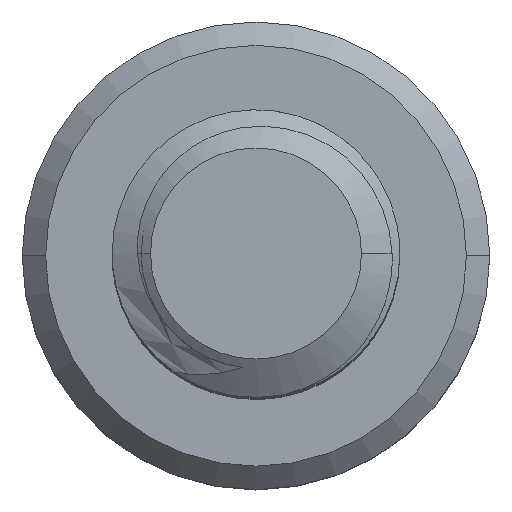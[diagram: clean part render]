
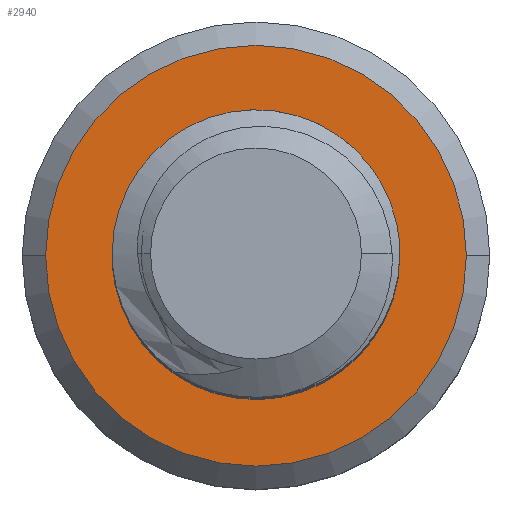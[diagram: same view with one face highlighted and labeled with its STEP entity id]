
A CAD part, top view. The second image highlights one B-rep face of the part: STEP entity #2940.
In plain terms, the highlighted planar face has unit normal (0, 0, 1).
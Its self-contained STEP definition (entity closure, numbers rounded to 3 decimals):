
#137 = CARTESIAN_POINT ( 'NONE',  ( 2.254, 3.038, -35. ) ) ;
#161 = CARTESIAN_POINT ( 'NONE',  ( 3.321, -0.684, -35. ) ) ;
#189 = CARTESIAN_POINT ( 'NONE',  ( -3.562, -0.811, -35. ) ) ;
#238 = CIRCLE ( 'NONE', #5316, 4. ) ;
#272 = ORIENTED_EDGE ( 'NONE', *, *, #4740, .T. ) ;
#288 = AXIS2_PLACEMENT_3D ( 'NONE', #6661, #3226, #7240 ) ;
#360 = AXIS2_PLACEMENT_3D ( 'NONE', #4421, #1026, #4970 ) ;
#384 = EDGE_CURVE ( 'NONE', #2243, #4357, #6970, .T. ) ;
#720 = CIRCLE ( 'NONE', #3367, 3.188 ) ;
#760 = CARTESIAN_POINT ( 'NONE',  ( 2.623, 2.655, -35. ) ) ;
#787 = CARTESIAN_POINT ( 'NONE',  ( 3.121, -1.177, -35. ) ) ;
#791 = CARTESIAN_POINT ( 'NONE',  ( -0.358, -3.223, -35. ) ) ;
#817 = CARTESIAN_POINT ( 'NONE',  ( -3.693, -0.295, -35. ) ) ;
#910 = ORIENTED_EDGE ( 'NONE', *, *, #4351, .F. ) ;
#990 = ORIENTED_EDGE ( 'NONE', *, *, #1494, .T. ) ;
#1026 = DIRECTION ( 'NONE',  ( 0., 0., 1. ) ) ;
#1045 = ORIENTED_EDGE ( 'NONE', *, *, #4155, .T. ) ;
#1299 = EDGE_LOOP ( 'NONE', ( #910, #2715, #272, #1532 ) ) ;
#1331 = CARTESIAN_POINT ( 'NONE',  ( 3.125, 1.917, -35. ) ) ;
#1351 = CARTESIAN_POINT ( 'NONE',  ( 2.751, -1.788, -35. ) ) ;
#1354 = CARTESIAN_POINT ( 'NONE',  ( -1.413, -3.044, -35. ) ) ;
#1375 = CARTESIAN_POINT ( 'NONE',  ( 0., 4., -35. ) ) ;
#1377 = CARTESIAN_POINT ( 'NONE',  ( -3.749, 0.237, -35. ) ) ;
#1494 = EDGE_CURVE ( 'NONE', #4793, #3665, #5255, .T. ) ;
#1532 = ORIENTED_EDGE ( 'NONE', *, *, #384, .T. ) ;
#1649 = CARTESIAN_POINT ( 'NONE',  ( 5.85, 0., -35. ) ) ;
#1881 = CARTESIAN_POINT ( 'NONE',  ( 3.364, 1.252, -35. ) ) ;
#1910 = CARTESIAN_POINT ( 'NONE',  ( 2.234, -2.275, -35. ) ) ;
#1915 = CARTESIAN_POINT ( 'NONE',  ( -2.356, -2.544, -35. ) ) ;
#1937 = CARTESIAN_POINT ( 'NONE',  ( -3.728, 0.769, -35. ) ) ;
#1939 = PLANE ( 'NONE',  #4414 ) ;
#1977 = CARTESIAN_POINT ( 'NONE',  ( 2.234, -2.275, -35. ) ) ;
#2195 = CARTESIAN_POINT ( 'NONE',  ( -5.85, 0., -35. ) ) ;
#2243 = VERTEX_POINT ( 'NONE', #5846 ) ;
#2427 = CARTESIAN_POINT ( 'NONE',  ( 0.358, 3.972, -35. ) ) ;
#2455 = CARTESIAN_POINT ( 'NONE',  ( 3.462, 0.724, -35. ) ) ;
#2484 = CARTESIAN_POINT ( 'NONE',  ( -2.98, -1.91, -35. ) ) ;
#2512 = CARTESIAN_POINT ( 'NONE',  ( -2.803, 2.854, -35. ) ) ;
#2513 = CARTESIAN_POINT ( 'NONE',  ( -3.536, 1.64, -35. ) ) ;
#2638 = CARTESIAN_POINT ( 'NONE',  ( 0., 0., -35. ) ) ;
#2702 = DIRECTION ( 'NONE',  ( 0., 0., -1. ) ) ;
#2715 = ORIENTED_EDGE ( 'NONE', *, *, #3332, .T. ) ;
#2940 = ADVANCED_FACE ( 'NONE', ( #6978, #5594 ), #1939, .F. ) ;
#2989 = CARTESIAN_POINT ( 'NONE',  ( 1.377, 3.643, -35. ) ) ;
#3018 = CARTESIAN_POINT ( 'NONE',  ( 3.478, 0.193, -35. ) ) ;
#3043 = CARTESIAN_POINT ( 'NONE',  ( -3.274, -1.464, -35. ) ) ;
#3069 = CARTESIAN_POINT ( 'NONE',  ( 0., 0., -35. ) ) ;
#3071 = CARTESIAN_POINT ( 'NONE',  ( -3.036, 2.582, -35. ) ) ;
#3202 = DIRECTION ( 'NONE',  ( -1., 0., 0. ) ) ;
#3226 = DIRECTION ( 'NONE',  ( 0., 0., 1. ) ) ;
#3332 = EDGE_CURVE ( 'NONE', #3372, #7033, #4769, .T. ) ;
#3367 = AXIS2_PLACEMENT_3D ( 'NONE', #6115, #2702, #6706 ) ;
#3372 = VERTEX_POINT ( 'NONE', #1375 ) ;
#3378 = EDGE_LOOP ( 'NONE', ( #1045, #990 ) ) ;
#3569 = CARTESIAN_POINT ( 'NONE',  ( 2.117, 3.155, -35. ) ) ;
#3594 = CARTESIAN_POINT ( 'NONE',  ( 3.411, -0.34, -35. ) ) ;
#3620 = CARTESIAN_POINT ( 'NONE',  ( -3.502, -0.981, -35. ) ) ;
#3646 = DIRECTION ( 'NONE',  ( 1., 0., 0. ) ) ;
#3665 = VERTEX_POINT ( 'NONE', #2195 ) ;
#4152 = CARTESIAN_POINT ( 'NONE',  ( 2.506, 2.788, -35. ) ) ;
#4155 = EDGE_CURVE ( 'NONE', #3665, #4793, #5132, .T. ) ;
#4175 = CARTESIAN_POINT ( 'NONE',  ( 3.263, -0.851, -35. ) ) ;
#4178 = CARTESIAN_POINT ( 'NONE',  ( -0.712, -3.201, -35. ) ) ;
#4203 = CARTESIAN_POINT ( 'NONE',  ( -3.658, -0.469, -35. ) ) ;
#4351 = EDGE_CURVE ( 'NONE', #3372, #4357, #238, .T. ) ;
#4357 = VERTEX_POINT ( 'NONE', #2512 ) ;
#4414 = AXIS2_PLACEMENT_3D ( 'NONE', #2638, #6636, #3202 ) ;
#4421 = CARTESIAN_POINT ( 'NONE',  ( 0., 0., -35. ) ) ;
#4729 = CARTESIAN_POINT ( 'NONE',  ( 2.946, 2.232, -35. ) ) ;
#4740 = EDGE_CURVE ( 'NONE', #7033, #2243, #720, .T. ) ;
#4754 = CARTESIAN_POINT ( 'NONE',  ( 3.037, -1.337, -35. ) ) ;
#4756 = CARTESIAN_POINT ( 'NONE',  ( 0., -3.188, -35. ) ) ;
#4769 = B_SPLINE_CURVE_WITH_KNOTS ( 'NONE', 3,
 ( #6426, #2427, #5828, #2989, #7010, #3569, #137, #4152, #760, #4729, #1331, #5275, #1881, #5855, #2455, #6453, #3018, #7028, #3594, #161, #4175, #787, #4754, #1351, #5300, #1910 ),
 .UNSPECIFIED., .F., .F.,
 ( 4, 2, 2, 2, 2, 2, 2, 2, 2, 2, 2, 2, 4 ),
 ( 0., 0.001, 0.002, 0.003, 0.003, 0.004, 0.005, 0.005, 0.006, 0.006, 0.007, 0.007, 0.009 ),
 .UNSPECIFIED. ) ;
#4779 = CARTESIAN_POINT ( 'NONE',  ( -3.739, 0.057, -35. ) ) ;
#4793 = VERTEX_POINT ( 'NONE', #1649 ) ;
#4970 = DIRECTION ( 'NONE',  ( -1., 0., 0. ) ) ;
#5132 = CIRCLE ( 'NONE', #360, 5.85 ) ;
#5255 = CIRCLE ( 'NONE', #288, 5.85 ) ;
#5275 = CARTESIAN_POINT ( 'NONE',  ( 3.314, 1.421, -35. ) ) ;
#5300 = CARTESIAN_POINT ( 'NONE',  ( 2.517, -2.052, -35. ) ) ;
#5304 = CARTESIAN_POINT ( 'NONE',  ( -1.741, -2.912, -35. ) ) ;
#5316 = AXIS2_PLACEMENT_3D ( 'NONE', #3069, #7083, #3646 ) ;
#5329 = CARTESIAN_POINT ( 'NONE',  ( -3.743, 0.593, -35. ) ) ;
#5594 = FACE_BOUND ( 'NONE', #1299, .T. ) ;
#5828 = CARTESIAN_POINT ( 'NONE',  ( 0.705, 3.895, -35. ) ) ;
#5846 = CARTESIAN_POINT ( 'NONE',  ( 0., -3.188, -35. ) ) ;
#5855 = CARTESIAN_POINT ( 'NONE',  ( 3.439, 0.902, -35. ) ) ;
#5889 = CARTESIAN_POINT ( 'NONE',  ( -2.629, -2.315, -35. ) ) ;
#5917 = CARTESIAN_POINT ( 'NONE',  ( -3.644, 1.294, -35. ) ) ;
#6115 = CARTESIAN_POINT ( 'NONE',  ( 0., 0., -35. ) ) ;
#6426 = CARTESIAN_POINT ( 'NONE',  ( 0., 4., -35. ) ) ;
#6453 = CARTESIAN_POINT ( 'NONE',  ( 3.482, 0.37, -35. ) ) ;
#6483 = CARTESIAN_POINT ( 'NONE',  ( -3.086, -1.764, -35. ) ) ;
#6505 = CARTESIAN_POINT ( 'NONE',  ( -3.231, 2.28, -35. ) ) ;
#6636 = DIRECTION ( 'NONE',  ( 0., 0., -1. ) ) ;
#6661 = CARTESIAN_POINT ( 'NONE',  ( 0., 0., -35. ) ) ;
#6706 = DIRECTION ( 'NONE',  ( 1., 0., 0. ) ) ;
#6970 = B_SPLINE_CURVE_WITH_KNOTS ( 'NONE', 3,
 ( #4756, #791, #4178, #1354, #5304, #1915, #5889, #2484, #6483, #3043, #7059, #3620, #189, #4203, #817, #4779, #1377, #5329, #1937, #5917, #2513, #6505, #3071, #7084 ),
 .UNSPECIFIED., .F., .F.,
 ( 4, 2, 2, 2, 2, 2, 2, 2, 2, 2, 2, 4 ),
 ( 0., 0.001, 0.002, 0.003, 0.004, 0.004, 0.005, 0.005, 0.006, 0.006, 0.007, 0.009 ),
 .UNSPECIFIED. ) ;
#6978 = FACE_OUTER_BOUND ( 'NONE', #3378, .T. ) ;
#7010 = CARTESIAN_POINT ( 'NONE',  ( 1.688, 3.474, -35. ) ) ;
#7028 = CARTESIAN_POINT ( 'NONE',  ( 3.443, -0.162, -35. ) ) ;
#7033 = VERTEX_POINT ( 'NONE', #1977 ) ;
#7059 = CARTESIAN_POINT ( 'NONE',  ( -3.357, -1.307, -35. ) ) ;
#7083 = DIRECTION ( 'NONE',  ( 0., 0., 1. ) ) ;
#7084 = CARTESIAN_POINT ( 'NONE',  ( -2.803, 2.854, -35. ) ) ;
#7240 = DIRECTION ( 'NONE',  ( -1., 0., 0. ) ) ;
